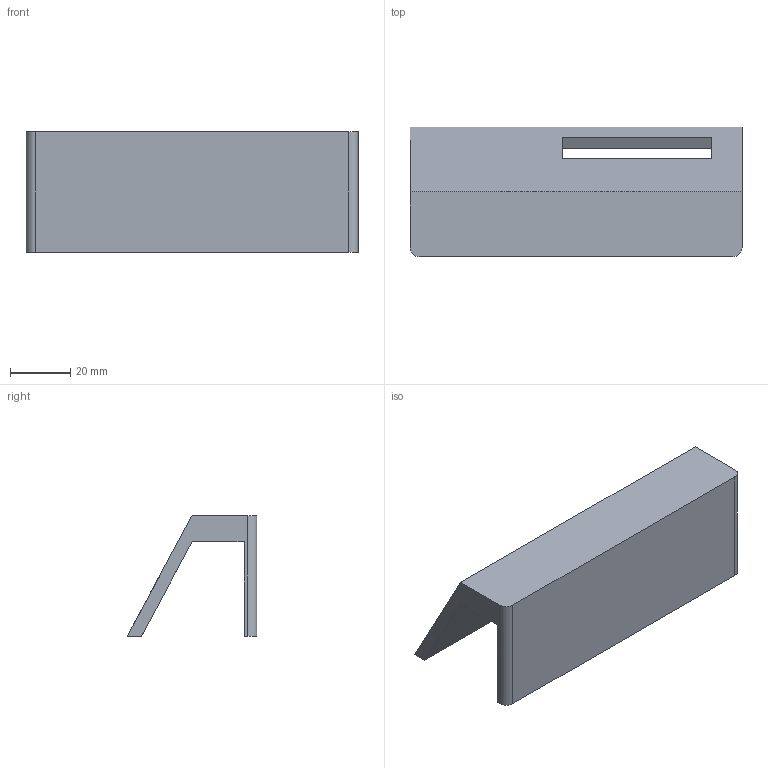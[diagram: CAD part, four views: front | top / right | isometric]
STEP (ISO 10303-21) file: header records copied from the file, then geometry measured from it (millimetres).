
FILE_DESCRIPTION(/* description */ (''),/* implementation_level */ '2;1');
FILE_NAME(/* name */ 'top.step',/* time_stamp */ '2025-07-29T19:25:57-04:00',/* author */ (''),/* organization */ (''),/* preprocessor_version */ 'ST-DEVELOPER v20.1',/* originating_system */ 'Autodesk Translation Framework v14.10.0.0',/* authorisation */ '');
FILE_SCHEMA (('AUTOMOTIVE_DESIGN { 1 0 10303 214 3 1 1 }'));
Length unit declared in the file: millimetre
Products named in the file (3): 2025-07-29-04-53-00-596; 2025-07-29-04-53-47-916; 2025-07-29-19-25-21-287
Assembly tree (2 placements, depth 2):
  2025-07-29-04-53-00-596
    2025-07-29-04-53-47-916
    2025-07-29-19-25-21-287
Bounding box: 110 x 43 x 40 mm (x, y, z)
Volume: 50272.6 mm3; surface area: 21912.1 mm2
Topology: 1 solids, 1 shells, 16 faces, 42 edges, 28 vertices
Faces by surface type: plane 14, cylinder 2
Entity records: 578 total; most frequent: CARTESIAN_POINT 91, DIRECTION 88, ORIENTED_EDGE 84, EDGE_CURVE 42, LINE 38, VECTOR 38, VERTEX_POINT 28, AXIS2_PLACEMENT_3D 25
